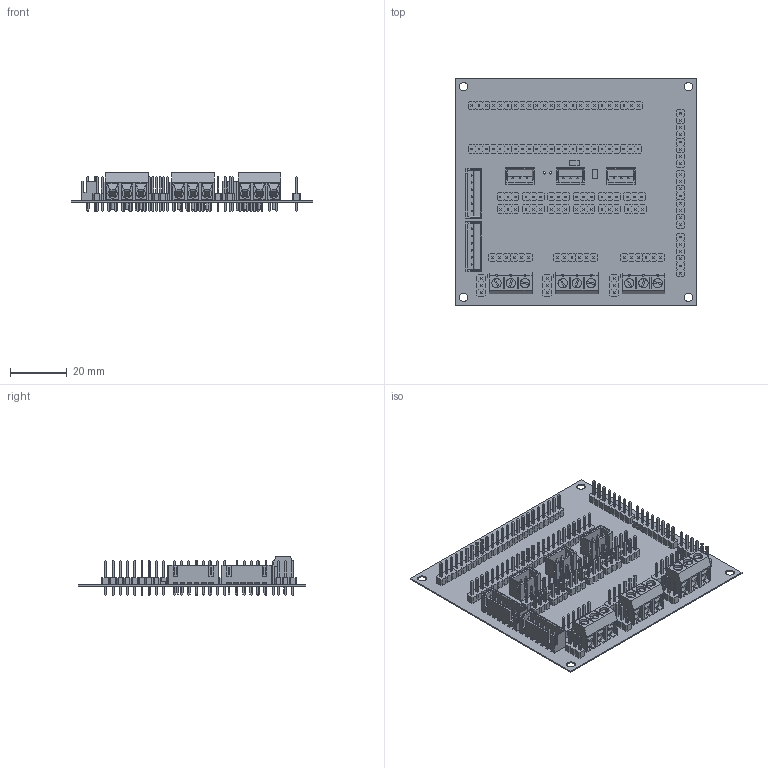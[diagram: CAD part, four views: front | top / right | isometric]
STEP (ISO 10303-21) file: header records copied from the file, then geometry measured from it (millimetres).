
FILE_DESCRIPTION(('Open CASCADE Model'),'2;1');
FILE_NAME('Open CASCADE Shape Model','2018-04-13T20:21:22',('Author'),( 'Open CASCADE'),'Open CASCADE STEP processor 6.8','Open CASCADE 6.8' ,'Unknown');
FILE_SCHEMA(('AUTOMOTIVE_DESIGN { 1 0 10303 214 1 1 1 1 }'));
Length unit declared in the file: millimetre
Products named in the file (17): PCB; Board; TEENSY1; User_Library-PinHeaderX3; User_Library-PinHeaderX3_PinHeader_Pins_1; User_Library-PinHeaderX3_PinHeader_Body_1; R2; 994490896; Extruded; R1; 769083952; Free-Models; User_Library-PW10_XX_M; User_Library-Pin_Header_Strip; User_Library-Terminal-Screw-3A-3way; User_Library-PW10_06
Assembly tree (66 placements, depth 4):
  PCB
    Board
    TEENSY1
      User_Library-PinHeaderX3  x16
        User_Library-PinHeaderX3_PinHeader_Pins_1
        User_Library-PinHeaderX3_PinHeader_Body_1
    R2
      994490896
        Extruded
    R1
      769083952
        Extruded
    Free-Models
      User_Library-PW10_XX_M  x3
      User_Library-Pin_Header_Strip  x8
      User_Library-PinHeaderX3  x23
        User_Library-PinHeaderX3_PinHeader_Pins_1
        User_Library-PinHeaderX3_PinHeader_Body_1
      User_Library-Terminal-Screw-3A-3way  x3
      User_Library-PW10_06  x2
Bounding box: 85 x 80 x 13.68 mm (x, y, z)
Volume: 9481.9 mm3; surface area: 29264.6 mm2
Topology: 97 solids, 97 shells, 4407 faces, 11031 edges, 6925 vertices
Faces by surface type: plane 4166, cylinder 241
Full cylindrical faces by diameter (mm): 0.7 x9, 0.762 x2, 0.9 x106, 1 x9, 1.016 x48, 1.2 x9, 3 x4, 3.2 x9, 3.3 x9
Entity records: 58228 total; most frequent: CARTESIAN_POINT 12711, DIRECTION 7454, LINE 4967, VECTOR 4967, ORIENTED_EDGE 3932, PCURVE 3932, DEFINITIONAL_REPRESENTATION 3932, EDGE_CURVE 1966
